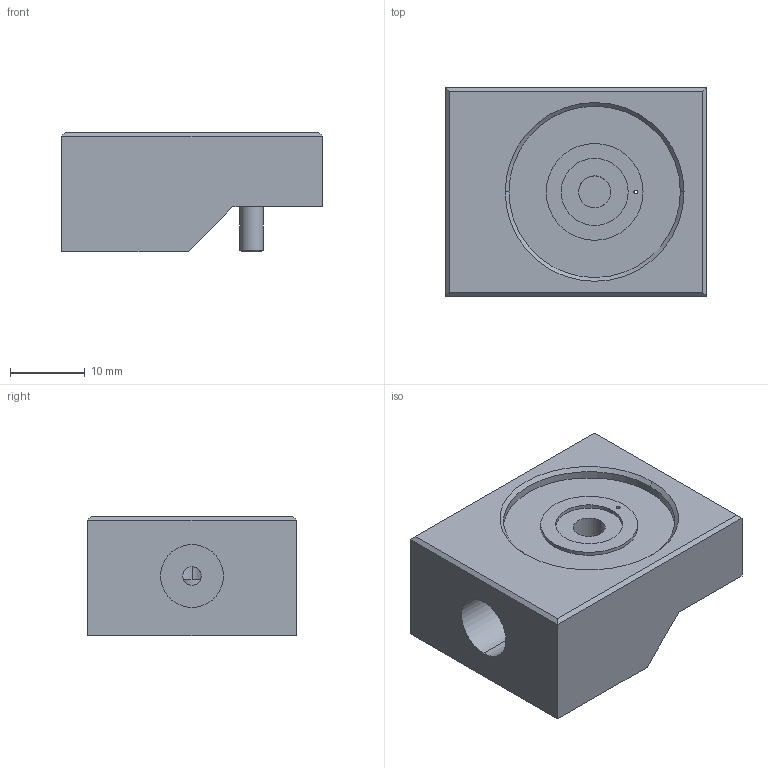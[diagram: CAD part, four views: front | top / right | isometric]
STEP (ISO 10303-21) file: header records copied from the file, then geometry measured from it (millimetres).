
FILE_DESCRIPTION (( 'STEP AP203' ), '1' );
FILE_NAME ('manifold tester.STEP', '2025-09-05T14:16:06', ( '' ), ( '' ), 'SwSTEP 2.0', 'SolidWorks 2024', '' );
FILE_SCHEMA (( 'CONFIG_CONTROL_DESIGN' ));
Length unit declared in the file: millimetre
Products named in the file (1): manifold tester
Bounding box: 35 x 28 x 16 mm (x, y, z)
Volume: 11722.7 mm3; surface area: 4341.2 mm2
Topology: 1 solids, 1 shells, 39 faces, 85 edges, 53 vertices
Faces by surface type: plane 18, cylinder 17, cone 4
Entity records: 1181 total; most frequent: CARTESIAN_POINT 216, DIRECTION 196, ORIENTED_EDGE 170, EDGE_CURVE 85, AXIS2_PLACEMENT_3D 75, VERTEX_POINT 53, EDGE_LOOP 48, VECTOR 46
